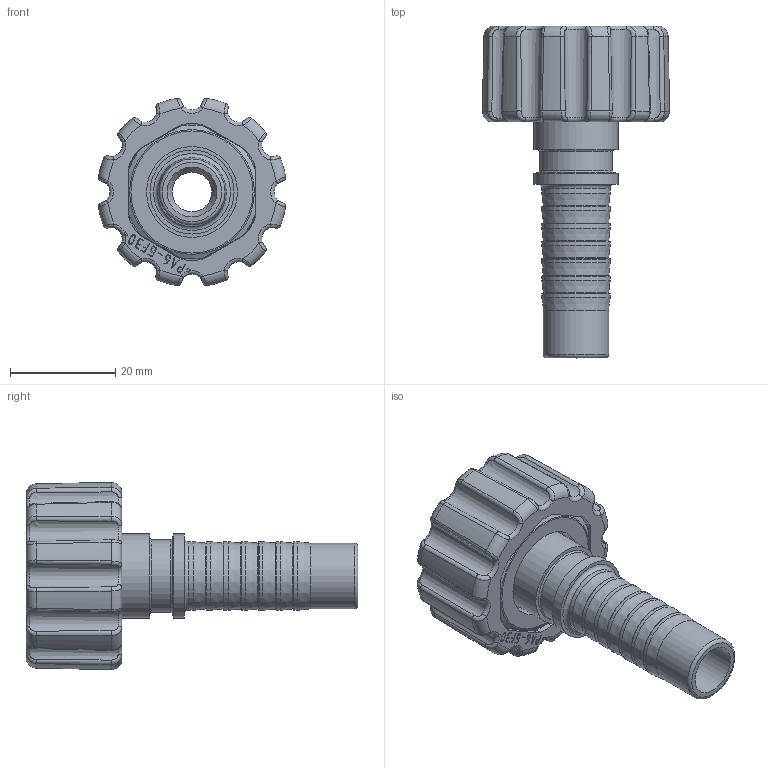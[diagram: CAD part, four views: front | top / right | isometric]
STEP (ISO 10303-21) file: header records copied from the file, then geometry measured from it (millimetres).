
FILE_DESCRIPTION(('Open CASCADE Model'),'2;1');
FILE_NAME('Open CASCADE Shape Model','2022-12-15T08:34:29',('Author'),( 'Open CASCADE'),'Open CASCADE STEP processor 6.5','Open CASCADE 6.5' ,'Unknown');
FILE_SCHEMA(('AUTOMOTIVE_DESIGN { 1 0 10303 214 1 1 1 1 }'));
Length unit declared in the file: millimetre
Products named in the file (617): CADSOFTTOOLS 1; CADSOFTTOOLS 1.1; CADSOFTTOOLS 1.2; CADSOFTTOOLS 1.3; CADSOFTTOOLS 1.4; CADSOFTTOOLS 1.5; CADSOFTTOOLS 1.6; CADSOFTTOOLS 1.7; CADSOFTTOOLS 1.8; CADSOFTTOOLS 1.9; CADSOFTTOOLS 1.10; CADSOFTTOOLS 1.11; CADSOFTTOOLS 1.12; CADSOFTTOOLS 1.13; CADSOFTTOOLS 1.14; CADSOFTTOOLS 1.15; CADSOFTTOOLS 1.16; CADSOFTTOOLS 1.17; CADSOFTTOOLS 1.18; CADSOFTTOOLS 1.19; CADSOFTTOOLS 1.20; CADSOFTTOOLS 1.21; CADSOFTTOOLS 1.22; CADSOFTTOOLS 1.23; CADSOFTTOOLS 1.24; CADSOFTTOOLS 1.25; CADSOFTTOOLS 1.26; CADSOFTTOOLS 1.27; CADSOFTTOOLS 1.28; CADSOFTTOOLS 1.29; CADSOFTTOOLS 1.30; CADSOFTTOOLS 1.31; CADSOFTTOOLS 1.32; CADSOFTTOOLS 1.33; CADSOFTTOOLS 1.34; CADSOFTTOOLS 1.35; CADSOFTTOOLS 1.36; CADSOFTTOOLS 1.37; CADSOFTTOOLS 1.38; CADSOFTTOOLS 1.39 ...
Assembly tree (616 placements, depth 2):
  CADSOFTTOOLS 1
    CADSOFTTOOLS 1.1
    CADSOFTTOOLS 1.2
    CADSOFTTOOLS 1.3
    CADSOFTTOOLS 1.4
    CADSOFTTOOLS 1.5
    CADSOFTTOOLS 1.6
    CADSOFTTOOLS 1.7
    CADSOFTTOOLS 1.8
    CADSOFTTOOLS 1.9
    CADSOFTTOOLS 1.10
    CADSOFTTOOLS 1.11
    CADSOFTTOOLS 1.12
    CADSOFTTOOLS 1.13
    CADSOFTTOOLS 1.14
    CADSOFTTOOLS 1.15
    CADSOFTTOOLS 1.16
    CADSOFTTOOLS 1.17
    CADSOFTTOOLS 1.18
    CADSOFTTOOLS 1.19
    CADSOFTTOOLS 1.20
    CADSOFTTOOLS 1.21
    CADSOFTTOOLS 1.22
    CADSOFTTOOLS 1.23
    CADSOFTTOOLS 1.24
    CADSOFTTOOLS 1.25
    CADSOFTTOOLS 1.26
    CADSOFTTOOLS 1.27
    CADSOFTTOOLS 1.28
    CADSOFTTOOLS 1.29
    CADSOFTTOOLS 1.30
    CADSOFTTOOLS 1.31
    CADSOFTTOOLS 1.32
    CADSOFTTOOLS 1.33
    CADSOFTTOOLS 1.34
    CADSOFTTOOLS 1.35
    CADSOFTTOOLS 1.36
    CADSOFTTOOLS 1.37
    CADSOFTTOOLS 1.38
    CADSOFTTOOLS 1.39
    CADSOFTTOOLS 1.40
    CADSOFTTOOLS 1.41
    CADSOFTTOOLS 1.42
    CADSOFTTOOLS 1.43
    CADSOFTTOOLS 1.44
    CADSOFTTOOLS 1.45
    CADSOFTTOOLS 1.46
    CADSOFTTOOLS 1.47
    CADSOFTTOOLS 1.48
    CADSOFTTOOLS 1.49
    CADSOFTTOOLS 1.50
    CADSOFTTOOLS 1.51
    CADSOFTTOOLS 1.52
    CADSOFTTOOLS 1.53
    CADSOFTTOOLS 1.54
    CADSOFTTOOLS 1.55
    CADSOFTTOOLS 1.56
    CADSOFTTOOLS 1.57
    CADSOFTTOOLS 1.58
    CADSOFTTOOLS 1.59
Bounding box: 35.63 x 63.1 x 35.63 mm (x, y, z)
Surface area: 12350.5 mm2 (no closed solid volume)
Topology: 0 solids, 616 shells, 616 faces, 2984 edges, 2918 vertices
Faces by surface type: bspline 237, plane 222, torus 67, cylinder 46, cone 44
Full cylindrical faces by diameter (mm): 7.5 x1, 9.5 x1, 10.3 x2, 12.5 x1, 13.026 x7, 13.9 x1, 14 x2, 16 x2, 17.3 x1, 19 x1, 20.5 x1, 24 x1, 24.2 x1
Entity records: 94949 total; most frequent: CARTESIAN_POINT 48558, DIRECTION 5842, ORIENTED_EDGE 3050, PCURVE 3050, DEFINITIONAL_REPRESENTATION 3050, EDGE_CURVE 2984, VERTEX_POINT 2918, SURFACE_CURVE 2918
